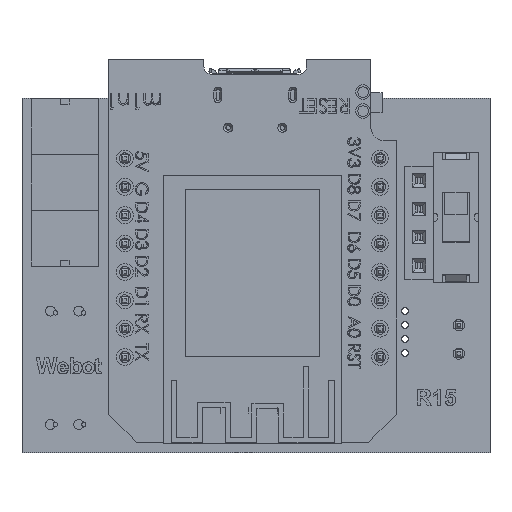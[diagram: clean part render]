
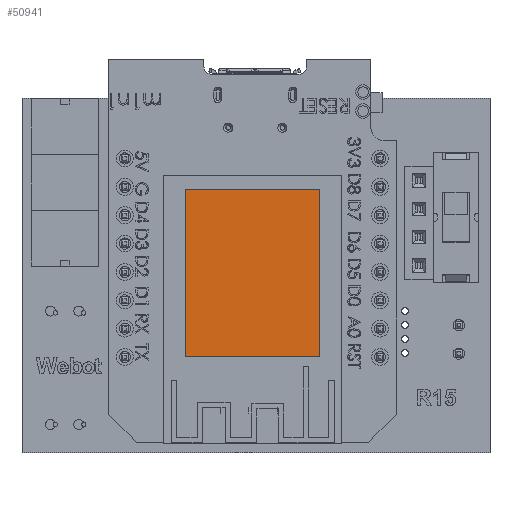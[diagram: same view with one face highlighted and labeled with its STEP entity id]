
A CAD part, top view. The second image highlights one B-rep face of the part: STEP entity #50941.
In plain terms, the highlighted face is planar.
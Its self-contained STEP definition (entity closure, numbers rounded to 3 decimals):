
#3522=FACE_OUTER_BOUND('',#6367,.T.);
#6367=EDGE_LOOP('',(#36551,#36552,#36553,#36554));
#10089=LINE('',#74722,#15849);
#10093=LINE('',#74729,#15853);
#10096=LINE('',#74735,#15856);
#10098=LINE('',#74738,#15858);
#15849=VECTOR('',#60065,15.);
#15853=VECTOR('',#60071,12.);
#15856=VECTOR('',#60076,15.);
#15858=VECTOR('',#60080,12.);
#21435=VERTEX_POINT('',#74719);
#21436=VERTEX_POINT('',#74721);
#21438=VERTEX_POINT('',#74727);
#21440=VERTEX_POINT('',#74733);
#27003=EDGE_CURVE('',#21436,#21435,#10089,.T.);
#27007=EDGE_CURVE('',#21435,#21438,#10093,.T.);
#27010=EDGE_CURVE('',#21438,#21440,#10096,.T.);
#27012=EDGE_CURVE('',#21440,#21436,#10098,.T.);
#36551=ORIENTED_EDGE('',*,*,#27003,.T.);
#36552=ORIENTED_EDGE('',*,*,#27007,.T.);
#36553=ORIENTED_EDGE('',*,*,#27010,.T.);
#36554=ORIENTED_EDGE('',*,*,#27012,.T.);
#47403=PLANE('',#54064);
#50941=ADVANCED_FACE('',(#3522),#47403,.F.);
#54064=AXIS2_PLACEMENT_3D('',#74739,#60081,#60082);
#60065=DIRECTION('',(0.,0.,1.));
#60071=DIRECTION('',(1.,0.,0.));
#60076=DIRECTION('',(0.,0.,-1.));
#60080=DIRECTION('',(-1.,0.,0.));
#60081=DIRECTION('center_axis',(0.,-1.,0.));
#60082=DIRECTION('ref_axis',(0.,0.,-1.));
#74719=CARTESIAN_POINT('',(-18.9,4.9,-11.65));
#74721=CARTESIAN_POINT('',(-18.9,4.9,-26.65));
#74722=CARTESIAN_POINT('',(-18.9,4.9,-26.65));
#74727=CARTESIAN_POINT('',(-6.9,4.9,-11.65));
#74729=CARTESIAN_POINT('',(-18.9,4.9,-11.65));
#74733=CARTESIAN_POINT('',(-6.9,4.9,-26.65));
#74735=CARTESIAN_POINT('',(-6.9,4.9,-11.65));
#74738=CARTESIAN_POINT('',(-6.9,4.9,-26.65));
#74739=CARTESIAN_POINT('Origin',(0.,4.9,0.));
